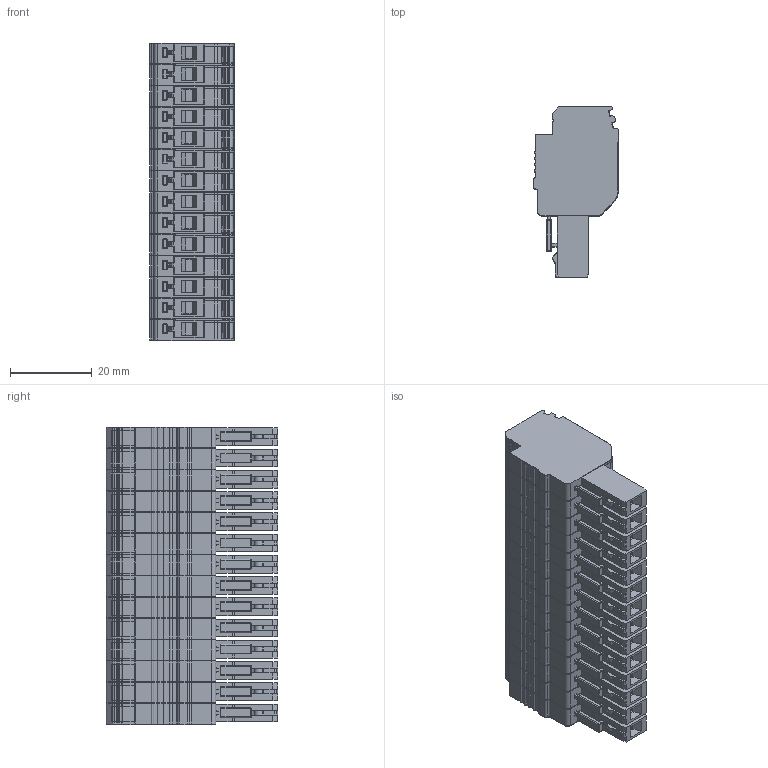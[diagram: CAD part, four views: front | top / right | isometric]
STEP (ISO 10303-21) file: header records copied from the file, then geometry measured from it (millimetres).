
FILE_DESCRIPTION (( 'STEP AP214' ), '1' );
FILE_NAME ('310389_SG_PT 2.5CS_14_Grey.STEP', '2017-09-28T08:10:28', ( '' ), ( '' ), 'SwSTEP 2.0', 'SolidWorks 2017', '' );
FILE_SCHEMA (( 'AUTOMOTIVE_DESIGN' ));
Length unit declared in the file: millimetre
Products named in the file (1): 310389_SG_PT 2.5CS_14_Grey
Bounding box: 20.78 x 41.9 x 72.8 mm (x, y, z)
Volume: 40453.8 mm3; surface area: 16418.5 mm2
Topology: 1 solids, 15 shells, 4109 faces, 11594 edges, 7487 vertices
Faces by surface type: plane 2638, cylinder 1359, bspline 112
Entity records: 132730 total; most frequent: CARTESIAN_POINT 24885, ORIENTED_EDGE 22964, DIRECTION 22182, EDGE_CURVE 11482, LINE 8694, VECTOR 8694, VERTEX_POINT 7487, AXIS2_PLACEMENT_3D 6744
